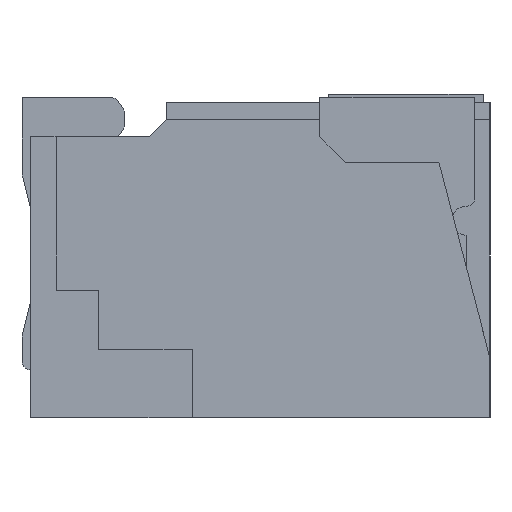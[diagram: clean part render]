
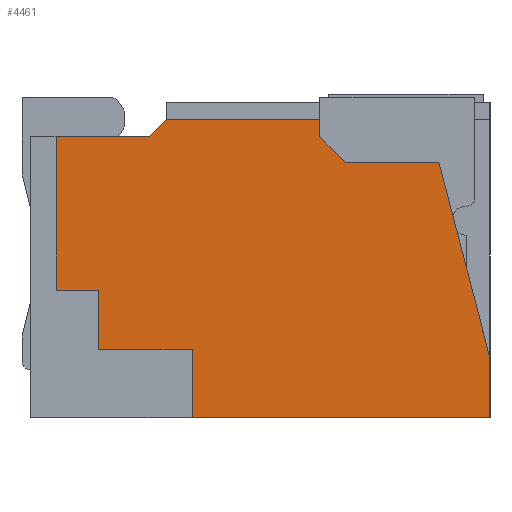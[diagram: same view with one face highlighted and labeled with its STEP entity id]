
A CAD part, left-side view. The second image highlights one B-rep face of the part: STEP entity #4461.
In plain terms, the highlighted planar face has unit normal (-1, 0, 0).
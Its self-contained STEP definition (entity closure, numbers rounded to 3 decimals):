
#966=ORIENTED_EDGE('',*,*,#1754,.F.);
#967=ORIENTED_EDGE('',*,*,#1759,.T.);
#968=ORIENTED_EDGE('',*,*,#1762,.T.);
#969=ORIENTED_EDGE('',*,*,#1773,.F.);
#970=ORIENTED_EDGE('',*,*,#1845,.F.);
#971=ORIENTED_EDGE('',*,*,#1843,.F.);
#972=ORIENTED_EDGE('',*,*,#1679,.F.);
#973=ORIENTED_EDGE('',*,*,#1842,.F.);
#974=ORIENTED_EDGE('',*,*,#1840,.F.);
#975=ORIENTED_EDGE('',*,*,#1838,.F.);
#976=ORIENTED_EDGE('',*,*,#1836,.F.);
#977=ORIENTED_EDGE('',*,*,#1834,.F.);
#978=ORIENTED_EDGE('',*,*,#1832,.F.);
#979=ORIENTED_EDGE('',*,*,#1737,.F.);
#1679=EDGE_CURVE('',#2224,#2225,#2742,.T.);
#1737=EDGE_CURVE('',#2275,#2276,#2800,.T.);
#1754=EDGE_CURVE('',#2286,#2275,#2817,.T.);
#1759=EDGE_CURVE('',#2286,#2290,#2822,.T.);
#1762=EDGE_CURVE('',#2290,#2292,#2825,.T.);
#1773=EDGE_CURVE('',#2298,#2292,#2836,.T.);
#1832=EDGE_CURVE('',#2276,#2333,#2895,.T.);
#1834=EDGE_CURVE('',#2333,#2334,#2897,.T.);
#1836=EDGE_CURVE('',#2334,#2335,#2899,.T.);
#1838=EDGE_CURVE('',#2335,#2336,#2901,.T.);
#1840=EDGE_CURVE('',#2336,#2337,#2903,.T.);
#1842=EDGE_CURVE('',#2337,#2224,#2905,.T.);
#1843=EDGE_CURVE('',#2225,#2338,#2906,.T.);
#1845=EDGE_CURVE('',#2338,#2298,#2908,.T.);
#2224=VERTEX_POINT('',#6533);
#2225=VERTEX_POINT('',#6535);
#2275=VERTEX_POINT('',#6647);
#2276=VERTEX_POINT('',#6649);
#2286=VERTEX_POINT('',#6680);
#2290=VERTEX_POINT('',#6690);
#2292=VERTEX_POINT('',#6696);
#2298=VERTEX_POINT('',#6719);
#2333=VERTEX_POINT('',#6837);
#2334=VERTEX_POINT('',#6841);
#2335=VERTEX_POINT('',#6845);
#2336=VERTEX_POINT('',#6849);
#2337=VERTEX_POINT('',#6853);
#2338=VERTEX_POINT('',#6859);
#2742=LINE('',#6534,#3355);
#2800=LINE('',#6648,#3413);
#2817=LINE('',#6681,#3430);
#2822=LINE('',#6691,#3435);
#2825=LINE('',#6697,#3438);
#2836=LINE('',#6718,#3449);
#2895=LINE('',#6836,#3508);
#2897=LINE('',#6840,#3510);
#2899=LINE('',#6844,#3512);
#2901=LINE('',#6848,#3514);
#2903=LINE('',#6852,#3516);
#2905=LINE('',#6856,#3518);
#2906=LINE('',#6858,#3519);
#2908=LINE('',#6862,#3521);
#3355=VECTOR('',#5306,1000.);
#3413=VECTOR('',#5374,1000.);
#3430=VECTOR('',#5401,1000.);
#3435=VECTOR('',#5408,1000.);
#3438=VECTOR('',#5413,1000.);
#3449=VECTOR('',#5434,1000.);
#3508=VECTOR('',#5541,1000.);
#3510=VECTOR('',#5545,1000.);
#3512=VECTOR('',#5549,1000.);
#3514=VECTOR('',#5553,1000.);
#3516=VECTOR('',#5557,1000.);
#3518=VECTOR('',#5561,1000.);
#3519=VECTOR('',#5564,1000.);
#3521=VECTOR('',#5568,1000.);
#3819=EDGE_LOOP('',(#966,#967,#968,#969,#970,#971,#972,#973,#974,#975,#976,
#977,#978,#979));
#4046=FACE_BOUND('',#3819,.T.);
#4261=PLANE('',#4713);
#4461=ADVANCED_FACE('',(#4046),#4261,.T.);
#4713=AXIS2_PLACEMENT_3D('',#6863,#5569,#5570);
#5306=DIRECTION('',(0.,-1.,0.));
#5374=DIRECTION('',(0.,0.,-1.));
#5401=DIRECTION('',(0.,-0.252,-0.968));
#5408=DIRECTION('',(0.,1.,0.));
#5413=DIRECTION('',(0.,0.707,0.707));
#5434=DIRECTION('',(0.,0.,-1.));
#5541=DIRECTION('',(0.,1.,0.));
#5545=DIRECTION('',(0.,0.,1.));
#5549=DIRECTION('',(0.,1.,0.));
#5553=DIRECTION('',(0.,0.,1.));
#5557=DIRECTION('',(0.,1.,0.));
#5561=DIRECTION('',(0.,0.,1.));
#5564=DIRECTION('',(0.,-0.707,0.707));
#5568=DIRECTION('',(0.,-1.,0.));
#5569=DIRECTION('',(-1.,0.,0.));
#5570=DIRECTION('',(0.,-1.,0.));
#6533=CARTESIAN_POINT('',(-3.1,1.2,1.65));
#6534=CARTESIAN_POINT('',(-3.1,-1.35,1.65));
#6535=CARTESIAN_POINT('',(-3.1,0.65,1.65));
#6647=CARTESIAN_POINT('',(-3.1,-1.35,0.35));
#6648=CARTESIAN_POINT('',(-3.1,-1.35,1.85));
#6649=CARTESIAN_POINT('',(-3.1,-1.35,0.));
#6680=CARTESIAN_POINT('',(-3.1,-1.05,1.5));
#6681=CARTESIAN_POINT('',(-3.1,-1.05,1.5));
#6690=CARTESIAN_POINT('',(-3.1,-0.5,1.5));
#6691=CARTESIAN_POINT('',(-3.1,-1.35,1.5));
#6696=CARTESIAN_POINT('',(-3.1,-0.35,1.65));
#6697=CARTESIAN_POINT('',(-3.1,-0.75,1.25));
#6718=CARTESIAN_POINT('',(-3.1,-0.35,1.75));
#6719=CARTESIAN_POINT('',(-3.1,-0.35,1.75));
#6836=CARTESIAN_POINT('',(-3.1,-1.35,0.));
#6837=CARTESIAN_POINT('',(-3.1,0.4,0.));
#6840=CARTESIAN_POINT('',(-3.1,0.4,0.));
#6841=CARTESIAN_POINT('',(-3.1,0.4,0.4));
#6844=CARTESIAN_POINT('',(-3.1,0.4,0.4));
#6845=CARTESIAN_POINT('',(-3.1,0.95,0.4));
#6848=CARTESIAN_POINT('',(-3.1,0.95,0.4));
#6849=CARTESIAN_POINT('',(-3.1,0.95,0.75));
#6852=CARTESIAN_POINT('',(-3.1,0.95,0.75));
#6853=CARTESIAN_POINT('',(-3.1,1.2,0.75));
#6856=CARTESIAN_POINT('',(-3.1,1.2,0.75));
#6858=CARTESIAN_POINT('',(-3.1,-0.45,2.75));
#6859=CARTESIAN_POINT('',(-3.1,0.55,1.75));
#6862=CARTESIAN_POINT('',(-3.1,0.55,1.75));
#6863=CARTESIAN_POINT('',(-3.1,-1.35,1.85));
